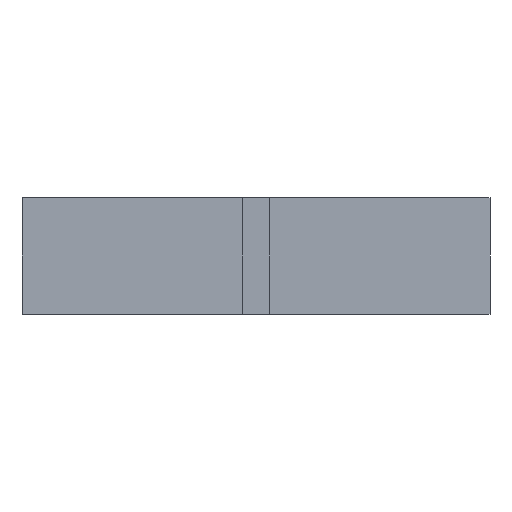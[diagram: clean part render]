
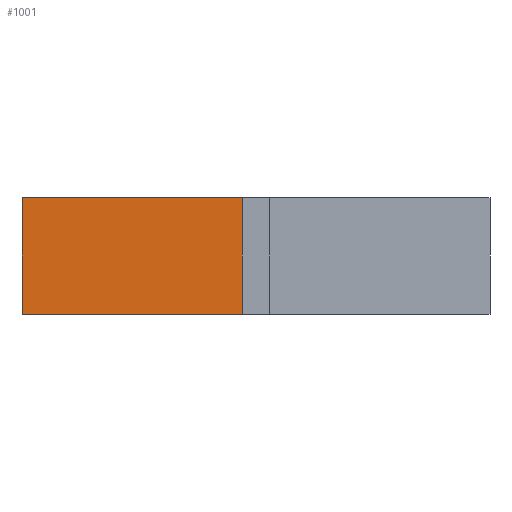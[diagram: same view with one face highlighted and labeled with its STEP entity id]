
A CAD part, front view. The second image highlights one B-rep face of the part: STEP entity #1001.
In plain terms, the highlighted planar face has unit normal (0, -1, 0).
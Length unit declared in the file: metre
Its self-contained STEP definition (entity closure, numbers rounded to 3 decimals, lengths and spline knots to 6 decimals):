
#4 = VECTOR ( 'NONE', #1172, 1. ) ;
#11 = LINE ( 'NONE', #704, #4 ) ;
#35 = DIRECTION ( 'NONE',  ( 0., 0., -1. ) ) ;
#50 = CARTESIAN_POINT ( 'NONE',  ( 0.02794, 0.013462, 0.015 ) ) ;
#72 = VECTOR ( 'NONE', #115, 1. ) ;
#115 = DIRECTION ( 'NONE',  ( 0., 0., -1. ) ) ;
#116 = EDGE_LOOP ( 'NONE', ( #952, #1024, #1167, #838 ) ) ;
#143 = EDGE_CURVE ( 'NONE', #665, #571, #1068, .T. ) ;
#154 = CARTESIAN_POINT ( 'NONE',  ( -0.000508, 0.013462, 0.015 ) ) ;
#342 = VECTOR ( 'NONE', #390, 1. ) ;
#349 = PLANE ( 'NONE',  #1159 ) ;
#390 = DIRECTION ( 'NONE',  ( 1., 0., 0. ) ) ;
#468 = EDGE_CURVE ( 'NONE', #990, #502, #11, .T. ) ;
#502 = VERTEX_POINT ( 'NONE', #800 ) ;
#507 = EDGE_CURVE ( 'NONE', #571, #502, #1191, .T. ) ;
#571 = VERTEX_POINT ( 'NONE', #50 ) ;
#629 = FACE_OUTER_BOUND ( 'NONE', #116, .T. ) ;
#665 = VERTEX_POINT ( 'NONE', #1207 ) ;
#704 = CARTESIAN_POINT ( 'NONE',  ( 0., 0.013462, 0. ) ) ;
#800 = CARTESIAN_POINT ( 'NONE',  ( 0.02794, 0.013462, 0. ) ) ;
#802 = CARTESIAN_POINT ( 'NONE',  ( 0., 0.013462, 0.015 ) ) ;
#838 = ORIENTED_EDGE ( 'NONE', *, *, #1002, .T. ) ;
#848 = VECTOR ( 'NONE', #35, 1. ) ;
#927 = CARTESIAN_POINT ( 'NONE',  ( -0.000508, 0.013462, 0. ) ) ;
#952 = ORIENTED_EDGE ( 'NONE', *, *, #468, .T. ) ;
#981 = CARTESIAN_POINT ( 'NONE',  ( 0., 0.013462, 0.015 ) ) ;
#990 = VERTEX_POINT ( 'NONE', #927 ) ;
#1001 = ADVANCED_FACE ( 'NONE', ( #629 ), #349, .F. ) ;
#1002 = EDGE_CURVE ( 'NONE', #665, #990, #1194, .T. ) ;
#1024 = ORIENTED_EDGE ( 'NONE', *, *, #507, .F. ) ;
#1068 = LINE ( 'NONE', #981, #342 ) ;
#1108 = CARTESIAN_POINT ( 'NONE',  ( 0.02794, 0.013462, 0.015 ) ) ;
#1123 = DIRECTION ( 'NONE',  ( 0., 1., 0. ) ) ;
#1159 = AXIS2_PLACEMENT_3D ( 'NONE', #802, #1123, #1208 ) ;
#1167 = ORIENTED_EDGE ( 'NONE', *, *, #143, .F. ) ;
#1172 = DIRECTION ( 'NONE',  ( 1., 0., 0. ) ) ;
#1191 = LINE ( 'NONE', #1108, #848 ) ;
#1194 = LINE ( 'NONE', #154, #72 ) ;
#1207 = CARTESIAN_POINT ( 'NONE',  ( -0.000508, 0.013462, 0.015 ) ) ;
#1208 = DIRECTION ( 'NONE',  ( 0., 0., 1. ) ) ;
